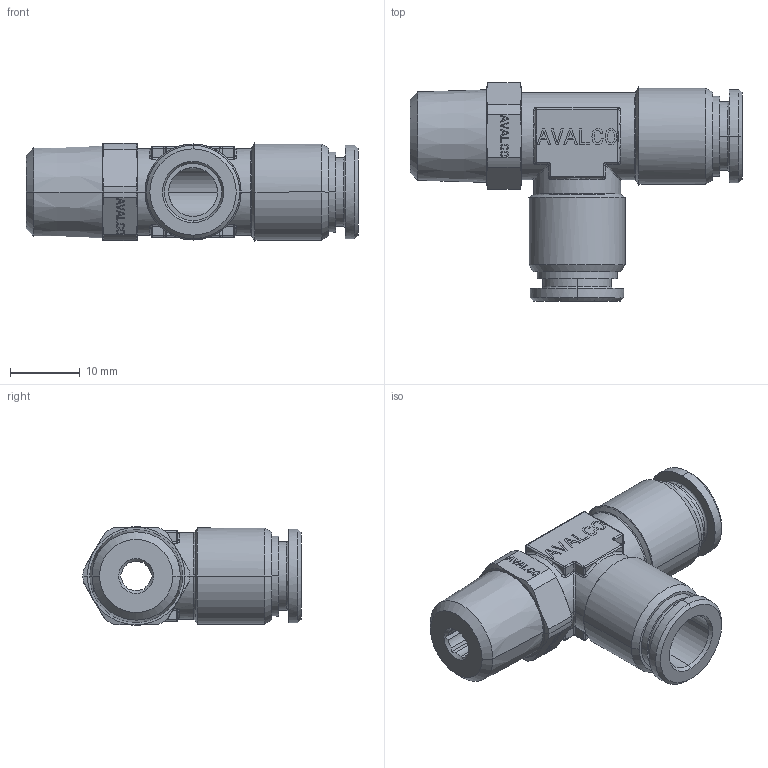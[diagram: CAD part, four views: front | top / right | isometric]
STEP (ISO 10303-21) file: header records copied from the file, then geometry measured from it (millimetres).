
FILE_DESCRIPTION(('CATIA V5 STEP Exchange'),'2;1');
FILE_NAME('PR425B-08R14.stp','2018-04-14T14:35:06+00:00',('none'),('none'),'CATIA Version 5 Release 21 GA (IN-10)','CATIA V5 STEP AP203','none');
FILE_SCHEMA(('CONFIG_CONTROL_DESIGN'));
Length unit declared in the file: millimetre
Products named in the file (1): PR425B-08R14
Bounding box: 47.7 x 31.35 x 14.19 mm (x, y, z)
Volume: 6166.3 mm3; surface area: 5064.2 mm2
Topology: 1 solids, 1 shells, 831 faces, 2171 edges, 1402 vertices
Faces by surface type: plane 621, cylinder 94, cone 50, torus 32, bspline 22, sphere 12
Entity records: 26830 total; most frequent: CARTESIAN_POINT 7341, ORIENTED_EDGE 4342, DIRECTION 3373, EDGE_CURVE 2171, VECTOR 1749, LINE 1749, VERTEX_POINT 1402, AXIS2_PLACEMENT_3D 926
